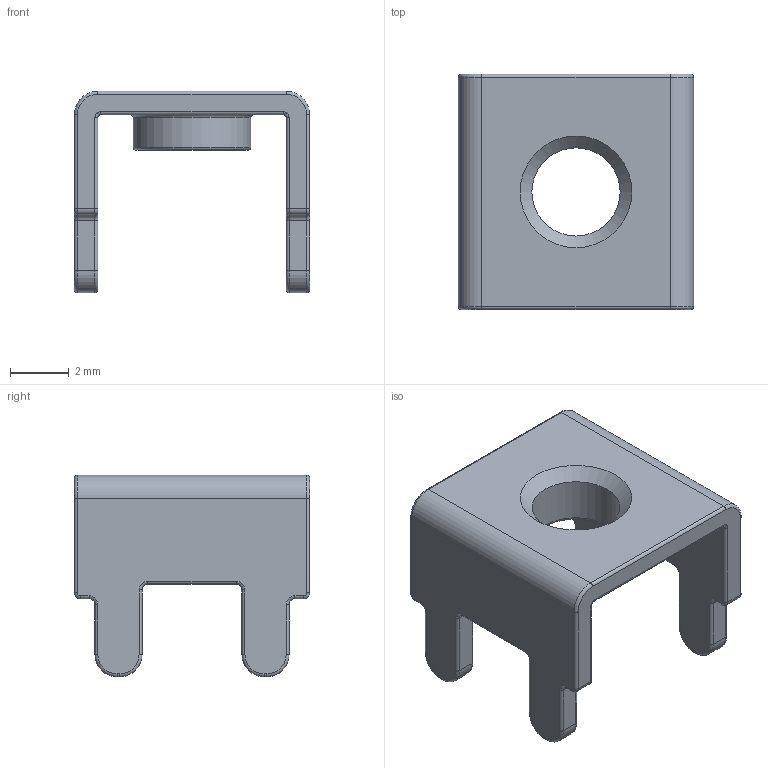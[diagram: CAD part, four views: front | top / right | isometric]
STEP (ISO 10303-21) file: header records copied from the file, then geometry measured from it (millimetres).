
FILE_DESCRIPTION(('FreeCAD Model'),'2;1');
FILE_NAME('Open CASCADE Shape Model','2023-09-27T19:34:59',(''),(''), 'Open CASCADE STEP processor 7.6','FreeCAD','Unknown');
FILE_SCHEMA(('AUTOMOTIVE_DESIGN { 1 0 10303 214 1 1 1 1 }'));
Length unit declared in the file: millimetre
Products named in the file (1): Body
Bounding box: 8 x 8 x 6.85 mm (x, y, z)
Volume: 102.5 mm3; surface area: 318.3 mm2
Topology: 1 solids, 1 shells, 153 faces, 350 edges, 200 vertices
Faces by surface type: cylinder 74, torus 51, plane 27, cone 1
Full cylindrical faces by diameter (mm): 3 x1, 4 x1
Entity records: 8419 total; most frequent: CARTESIAN_POINT 2028, DIRECTION 1037, ORIENTED_EDGE 700, PCURVE 700, DEFINITIONAL_REPRESENTATION 700, B_SPLINE_CURVE_WITH_KNOTS 504, AXIS2_PLACEMENT_3D 357, EDGE_CURVE 350
